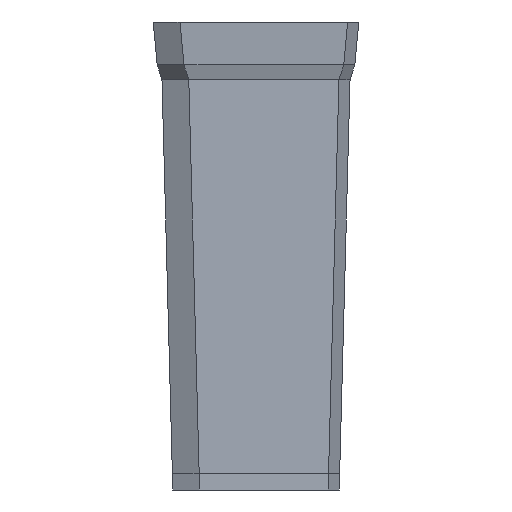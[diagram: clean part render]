
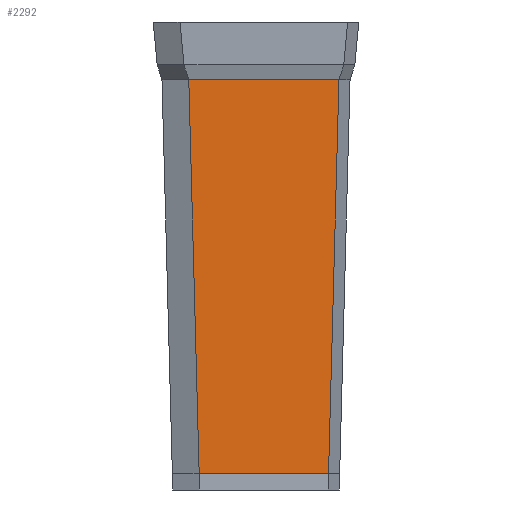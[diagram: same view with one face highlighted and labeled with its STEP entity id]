
A CAD part, left-side view. The second image highlights one B-rep face of the part: STEP entity #2292.
In plain terms, the highlighted planar face has unit normal (-0.707, -0.707, -0.026).
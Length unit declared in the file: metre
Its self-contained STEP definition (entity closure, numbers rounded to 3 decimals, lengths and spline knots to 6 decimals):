
#58=ORIENTED_EDGE('',*,*,#712,.F.);
#59=ORIENTED_EDGE('',*,*,#716,.T.);
#60=ORIENTED_EDGE('',*,*,#706,.T.);
#61=ORIENTED_EDGE('',*,*,#717,.F.);
#706=EDGE_CURVE('',#1034,#1035,#1242,.T.);
#712=EDGE_CURVE('',#1040,#1041,#1248,.T.);
#716=EDGE_CURVE('',#1040,#1034,#1252,.T.);
#717=EDGE_CURVE('',#1041,#1035,#1253,.T.);
#1034=VERTEX_POINT('',#3241);
#1035=VERTEX_POINT('',#3242);
#1040=VERTEX_POINT('',#3253);
#1041=VERTEX_POINT('',#3255);
#1242=LINE('',#3240,#1574);
#1248=LINE('',#3254,#1580);
#1252=LINE('',#3261,#1584);
#1253=LINE('',#3262,#1585);
#1574=VECTOR('',#2619,1.);
#1580=VECTOR('',#2627,1.);
#1584=VECTOR('',#2635,1.);
#1585=VECTOR('',#2636,1.);
#1887=EDGE_LOOP('',(#58,#59,#60,#61));
#2023=FACE_BOUND('',#1887,.T.);
#2158=PLANE('',#2450);
#2292=ADVANCED_FACE('',(#2023),#2158,.F.);
#2450=AXIS2_PLACEMENT_3D('',#3260,#2633,#2634);
#2619=DIRECTION('',(0.707,-0.707,0.));
#2627=DIRECTION('',(0.707,-0.707,0.));
#2633=DIRECTION('',(0.707,0.707,0.026));
#2634=DIRECTION('',(0.707,-0.707,0.));
#2635=DIRECTION('',(0.064,-0.026,-0.998));
#2636=DIRECTION('',(0.011,0.026,-1.));
#3240=CARTESIAN_POINT('',(-0.128263,0.11364,-0.093417));
#3241=CARTESIAN_POINT('',(-0.115977,0.101354,-0.093417));
#3242=CARTESIAN_POINT('',(-0.089216,0.074594,-0.093417));
#3253=CARTESIAN_POINT('',(-0.121167,0.103504,-0.011924));
#3254=CARTESIAN_POINT('',(-0.129783,0.11212,-0.011924));
#3255=CARTESIAN_POINT('',(-0.090107,0.072444,-0.011924));
#3260=CARTESIAN_POINT('',(-0.129685,0.112219,-0.017194));
#3261=CARTESIAN_POINT('',(-0.121167,0.103504,-0.011924));
#3262=CARTESIAN_POINT('',(-0.090107,0.072444,-0.011924));
